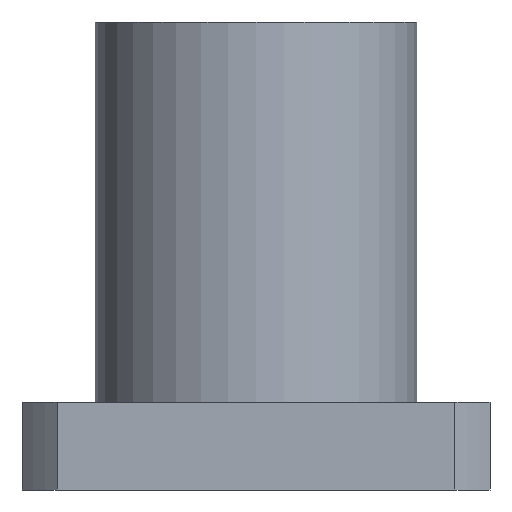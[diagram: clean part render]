
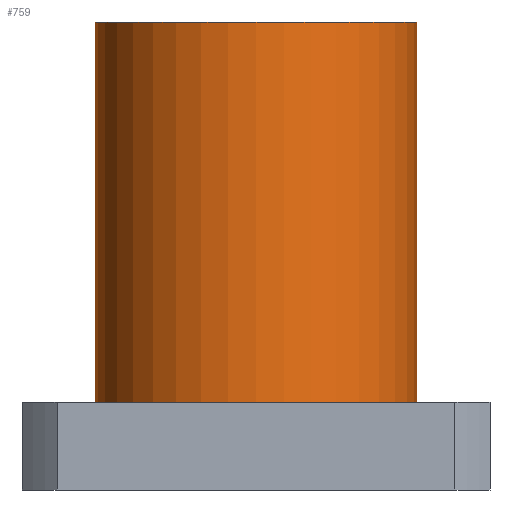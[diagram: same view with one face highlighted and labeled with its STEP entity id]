
A CAD part, front view. The second image highlights one B-rep face of the part: STEP entity #759.
In plain terms, the highlighted cylindrical face has radius 11 mm (diameter 22 mm), a partial arc.
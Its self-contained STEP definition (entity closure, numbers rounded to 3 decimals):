
#46 = CARTESIAN_POINT ( 'NONE',  ( -11., 0., 16. ) ) ;
#86 = CARTESIAN_POINT ( 'NONE',  ( 0., 0., 16. ) ) ;
#96 = DIRECTION ( 'NONE',  ( 0., 0., 1. ) ) ;
#158 = CIRCLE ( 'NONE', #742, 11. ) ;
#262 = FACE_OUTER_BOUND ( 'NONE', #317, .T. ) ;
#306 = AXIS2_PLACEMENT_3D ( 'NONE', #601, #610, #426 ) ;
#309 = CARTESIAN_POINT ( 'NONE',  ( -11., 0., -10. ) ) ;
#317 = EDGE_LOOP ( 'NONE', ( #573, #1106, #884, #551 ) ) ;
#334 = VECTOR ( 'NONE', #96, 1000. ) ;
#403 = CARTESIAN_POINT ( 'NONE',  ( 11., 0., -10. ) ) ;
#407 = EDGE_CURVE ( 'NONE', #1008, #995, #802, .T. ) ;
#426 = DIRECTION ( 'NONE',  ( 1., 0., 0. ) ) ;
#431 = CYLINDRICAL_SURFACE ( 'NONE', #306, 11. ) ;
#446 = DIRECTION ( 'NONE',  ( 0., 0., 1. ) ) ;
#449 = DIRECTION ( 'NONE',  ( 0., 0., 1. ) ) ;
#551 = ORIENTED_EDGE ( 'NONE', *, *, #557, .F. ) ;
#557 = EDGE_CURVE ( 'NONE', #995, #663, #815, .T. ) ;
#573 = ORIENTED_EDGE ( 'NONE', *, *, #407, .F. ) ;
#601 = CARTESIAN_POINT ( 'NONE',  ( 0., 0., -10. ) ) ;
#610 = DIRECTION ( 'NONE',  ( 0., 0., 1. ) ) ;
#611 = AXIS2_PLACEMENT_3D ( 'NONE', #86, #699, #869 ) ;
#663 = VERTEX_POINT ( 'NONE', #733 ) ;
#673 = VECTOR ( 'NONE', #446, 1000. ) ;
#699 = DIRECTION ( 'NONE',  ( 0., 0., 1. ) ) ;
#706 = CARTESIAN_POINT ( 'NONE',  ( -11., 0., -10. ) ) ;
#731 = CARTESIAN_POINT ( 'NONE',  ( 11., 0., -10. ) ) ;
#733 = CARTESIAN_POINT ( 'NONE',  ( 11., 0., 16. ) ) ;
#742 = AXIS2_PLACEMENT_3D ( 'NONE', #958, #449, #890 ) ;
#759 = ADVANCED_FACE ( 'NONE', ( #262 ), #431, .T. ) ;
#772 = VERTEX_POINT ( 'NONE', #403 ) ;
#781 = EDGE_CURVE ( 'NONE', #1008, #772, #158, .T. ) ;
#802 = LINE ( 'NONE', #706, #673 ) ;
#815 = CIRCLE ( 'NONE', #611, 11. ) ;
#836 = EDGE_CURVE ( 'NONE', #772, #663, #953, .T. ) ;
#869 = DIRECTION ( 'NONE',  ( 1., 0., 0. ) ) ;
#884 = ORIENTED_EDGE ( 'NONE', *, *, #836, .T. ) ;
#890 = DIRECTION ( 'NONE',  ( 1., 0., 0. ) ) ;
#953 = LINE ( 'NONE', #731, #334 ) ;
#958 = CARTESIAN_POINT ( 'NONE',  ( 0., 0., -10. ) ) ;
#995 = VERTEX_POINT ( 'NONE', #46 ) ;
#1008 = VERTEX_POINT ( 'NONE', #309 ) ;
#1106 = ORIENTED_EDGE ( 'NONE', *, *, #781, .T. ) ;
